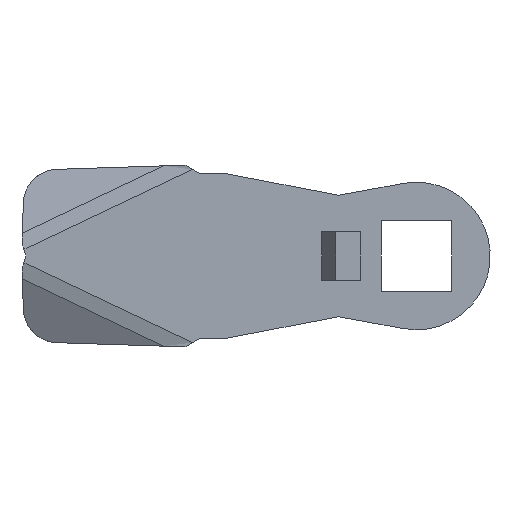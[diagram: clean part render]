
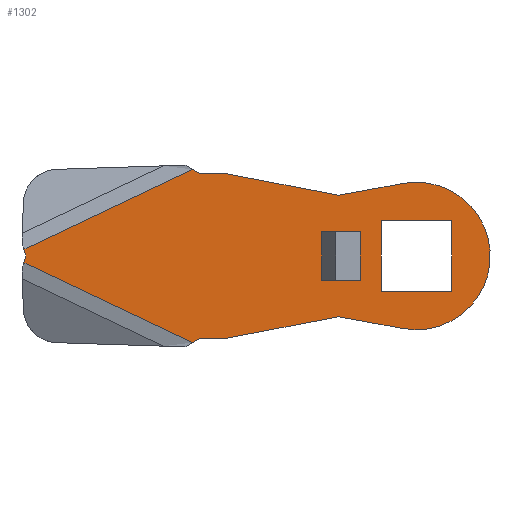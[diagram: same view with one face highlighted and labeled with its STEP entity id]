
A CAD part, front view. The second image highlights one B-rep face of the part: STEP entity #1302.
In plain terms, the highlighted free-form (B-spline) face has degree [1, 1] with [2, 2] control points.
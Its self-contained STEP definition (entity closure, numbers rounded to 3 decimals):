
#49=CARTESIAN_POINT('',(-10.9,-4.,-2.8));
#50=VERTEX_POINT('',#49);
#51=CARTESIAN_POINT('',(-6.5,-4.,-2.8));
#52=VERTEX_POINT('',#51);
#53=CARTESIAN_POINT('',(-10.9,-4.,-2.8));
#54=CARTESIAN_POINT('',(-6.5,-4.,-2.8));
#55=QUASI_UNIFORM_CURVE('',1,(#53,#54),.UNSPECIFIED.,.F.,.U.);
#56=EDGE_CURVE('',#50,#52,#55,.T.);
#85=CARTESIAN_POINT('',(-10.9,-4.,2.8));
#86=VERTEX_POINT('',#85);
#87=CARTESIAN_POINT('',(-6.5,-4.,2.8));
#88=VERTEX_POINT('',#87);
#89=CARTESIAN_POINT('',(-10.9,-4.,2.8));
#90=CARTESIAN_POINT('',(-6.5,-4.,2.8));
#91=QUASI_UNIFORM_CURVE('',1,(#89,#90),.UNSPECIFIED.,.F.,.U.);
#92=EDGE_CURVE('',#86,#88,#91,.T.);
#128=CARTESIAN_POINT('',(-10.9,-4.,2.8));
#129=CARTESIAN_POINT('',(-10.9,-4.,-2.8));
#130=QUASI_UNIFORM_CURVE('',1,(#128,#129),.UNSPECIFIED.,.F.,.U.);
#131=EDGE_CURVE('',#86,#50,#130,.T.);
#158=CARTESIAN_POINT('',(-6.5,-4.,2.8));
#159=CARTESIAN_POINT('',(-6.5,-4.,-2.8));
#160=QUASI_UNIFORM_CURVE('',1,(#158,#159),.UNSPECIFIED.,.F.,.U.);
#161=EDGE_CURVE('',#88,#52,#160,.T.);
#345=CARTESIAN_POINT('',(-45.23,-4.,0.774));
#346=VERTEX_POINT('',#345);
#360=CARTESIAN_POINT('',(-25.839,-4.,9.985));
#361=VERTEX_POINT('',#360);
#362=CARTESIAN_POINT('',(-25.839,-4.,9.985));
#363=CARTESIAN_POINT('',(-45.23,-4.,0.774));
#364=QUASI_UNIFORM_CURVE('',1,(#362,#363),.UNSPECIFIED.,.F.,.U.);
#365=EDGE_CURVE('',#361,#346,#364,.T.);
#436=CARTESIAN_POINT('',(-25.839,-4.,-9.985));
#437=VERTEX_POINT('',#436);
#451=CARTESIAN_POINT('',(-45.23,-4.,-0.774));
#452=VERTEX_POINT('',#451);
#453=CARTESIAN_POINT('',(-45.23,-4.,-0.774));
#454=CARTESIAN_POINT('',(-25.839,-4.,-9.985));
#455=QUASI_UNIFORM_CURVE('',1,(#453,#454),.UNSPECIFIED.,.F.,.U.);
#456=EDGE_CURVE('',#452,#437,#455,.T.);
#479=CARTESIAN_POINT('',(-45.,-4.,0.));
#480=VERTEX_POINT('',#479);
#481=CARTESIAN_POINT('',(-45.23,-4.,0.774));
#482=CARTESIAN_POINT('',(-45.,-4.,0.));
#483=QUASI_UNIFORM_CURVE('',1,(#481,#482),.UNSPECIFIED.,.F.,.U.);
#484=EDGE_CURVE('',#346,#480,#483,.T.);
#529=CARTESIAN_POINT('',(-45.,-4.,0.));
#530=CARTESIAN_POINT('',(-45.23,-4.,-0.774));
#531=QUASI_UNIFORM_CURVE('',1,(#529,#530),.UNSPECIFIED.,.F.,.U.);
#532=EDGE_CURVE('',#480,#452,#531,.T.);
#740=CARTESIAN_POINT('',(-22.,-4.,-9.5));
#741=VERTEX_POINT('',#740);
#747=CARTESIAN_POINT('',(-25.,-4.,-9.5));
#748=VERTEX_POINT('',#747);
#749=CARTESIAN_POINT('',(-22.,-4.,-9.5));
#750=CARTESIAN_POINT('',(-25.,-4.,-9.5));
#751=QUASI_UNIFORM_CURVE('',1,(#749,#750),.UNSPECIFIED.,.F.,.U.);
#752=EDGE_CURVE('',#741,#748,#751,.T.);
#776=CARTESIAN_POINT('',(-25.,-4.,9.5));
#777=VERTEX_POINT('',#776);
#783=CARTESIAN_POINT('',(-22.,-4.,9.5));
#784=VERTEX_POINT('',#783);
#785=CARTESIAN_POINT('',(-25.,-4.,9.5));
#786=CARTESIAN_POINT('',(-22.,-4.,9.5));
#787=QUASI_UNIFORM_CURVE('',1,(#785,#786),.UNSPECIFIED.,.F.,.U.);
#788=EDGE_CURVE('',#777,#784,#787,.T.);
#803=CARTESIAN_POINT('',(-4.05,-4.,-4.05));
#804=VERTEX_POINT('',#803);
#819=CARTESIAN_POINT('',(-4.05,-4.,4.05));
#820=VERTEX_POINT('',#819);
#826=CARTESIAN_POINT('',(-4.05,-4.,-4.05));
#827=CARTESIAN_POINT('',(-4.05,-4.,4.05));
#828=QUASI_UNIFORM_CURVE('',1,(#826,#827),.UNSPECIFIED.,.F.,.U.);
#829=EDGE_CURVE('',#804,#820,#828,.T.);
#847=CARTESIAN_POINT('',(4.05,-4.,4.05));
#848=VERTEX_POINT('',#847);
#854=CARTESIAN_POINT('',(-4.05,-4.,4.05));
#855=CARTESIAN_POINT('',(4.05,-4.,4.05));
#856=QUASI_UNIFORM_CURVE('',1,(#854,#855),.UNSPECIFIED.,.F.,.U.);
#857=EDGE_CURVE('',#820,#848,#856,.T.);
#875=CARTESIAN_POINT('',(4.05,-4.,-4.05));
#876=VERTEX_POINT('',#875);
#882=CARTESIAN_POINT('',(4.05,-4.,4.05));
#883=CARTESIAN_POINT('',(4.05,-4.,-4.05));
#884=QUASI_UNIFORM_CURVE('',1,(#882,#883),.UNSPECIFIED.,.F.,.U.);
#885=EDGE_CURVE('',#848,#876,#884,.T.);
#902=CARTESIAN_POINT('',(4.05,-4.,-4.05));
#903=CARTESIAN_POINT('',(-4.05,-4.,-4.05));
#904=QUASI_UNIFORM_CURVE('',1,(#902,#903),.UNSPECIFIED.,.F.,.U.);
#905=EDGE_CURVE('',#876,#804,#904,.T.);
#924=CARTESIAN_POINT('',(-1.524,-4.,-8.362));
#925=VERTEX_POINT('',#924);
#931=CARTESIAN_POINT('',(-9.,-4.,-7.));
#932=VERTEX_POINT('',#931);
#933=CARTESIAN_POINT('',(-9.,-4.,-7.));
#934=CARTESIAN_POINT('',(-1.524,-4.,-8.362));
#935=QUASI_UNIFORM_CURVE('',1,(#933,#934),.UNSPECIFIED.,.F.,.U.);
#936=EDGE_CURVE('',#932,#925,#935,.T.);
#957=CARTESIAN_POINT('',(-22.,-4.,-9.5));
#958=CARTESIAN_POINT('',(-9.,-4.,-7.));
#959=QUASI_UNIFORM_CURVE('',1,(#957,#958),.UNSPECIFIED.,.F.,.U.);
#960=EDGE_CURVE('',#741,#932,#959,.T.);
#979=CARTESIAN_POINT('',(-9.,-4.,7.));
#980=VERTEX_POINT('',#979);
#981=CARTESIAN_POINT('',(-9.,-4.,7.));
#982=CARTESIAN_POINT('',(-22.,-4.,9.5));
#983=QUASI_UNIFORM_CURVE('',1,(#981,#982),.UNSPECIFIED.,.F.,.U.);
#984=EDGE_CURVE('',#980,#784,#983,.T.);
#1007=CARTESIAN_POINT('',(-1.524,-4.,8.362));
#1008=VERTEX_POINT('',#1007);
#1009=CARTESIAN_POINT('',(-1.524,-4.,8.362));
#1010=CARTESIAN_POINT('',(-9.,-4.,7.));
#1011=QUASI_UNIFORM_CURVE('',1,(#1009,#1010),.UNSPECIFIED.,.F.,.U.);
#1012=EDGE_CURVE('',#1008,#980,#1011,.T.);
#1058=CARTESIAN_POINT('',(-1.524,-4.,-8.362));
#1059=CARTESIAN_POINT('',(3.999,-4.,-9.369));
#1060=CARTESIAN_POINT('',(7.093,-4.,-4.684));
#1061=CARTESIAN_POINT('',(10.186,-4.,0.));
#1062=CARTESIAN_POINT('',(7.093,-4.,4.684));
#1063=CARTESIAN_POINT('',(3.999,-4.,9.369));
#1064=CARTESIAN_POINT('',(-1.524,-4.,8.362));
#1072=(BOUNDED_CURVE()B_SPLINE_CURVE(2,(#1058,#1059,#1060,#1061,#1062,#1063,#1064),.UNSPECIFIED.,.F.,.U.)B_SPLINE_CURVE_WITH_KNOTS((3,2,2,3),(0.0,0.333,0.667,1.0),.UNSPECIFIED.)CURVE()GEOMETRIC_REPRESENTATION_ITEM()RATIONAL_B_SPLINE_CURVE((1.0,0.834,1.0,0.834,1.0,0.834,1.0))REPRESENTATION_ITEM(''));
#1073=EDGE_CURVE('',#925,#1008,#1072,.T.);
#1086=CARTESIAN_POINT('',(-25.839,-4.,9.985));
#1087=CARTESIAN_POINT('',(-25.,-4.,9.5));
#1088=QUASI_UNIFORM_CURVE('',1,(#1086,#1087),.UNSPECIFIED.,.F.,.U.);
#1089=EDGE_CURVE('',#361,#777,#1088,.T.);
#1128=CARTESIAN_POINT('',(-25.,-4.,-9.5));
#1129=CARTESIAN_POINT('',(-25.839,-4.,-9.985));
#1130=QUASI_UNIFORM_CURVE('',1,(#1128,#1129),.UNSPECIFIED.,.F.,.U.);
#1131=EDGE_CURVE('',#748,#437,#1130,.T.);
#1270=CARTESIAN_POINT('',(-47.914,-4.,10.982));
#1271=CARTESIAN_POINT('',(11.184,-4.,10.982));
#1272=CARTESIAN_POINT('',(-47.914,-4.,-10.982));
#1273=CARTESIAN_POINT('',(11.184,-4.,-10.982));
#1274=B_SPLINE_SURFACE_WITH_KNOTS('',1,1,((#1270,#1272),(#1271,#1273)),.UNSPECIFIED.,.F.,.F.,.U.,(2,2),(2,2),(0.0,59.098),(0.0,21.964),.UNSPECIFIED.);
#1275=ORIENTED_EDGE('',*,*,#532,.T.);
#1276=ORIENTED_EDGE('',*,*,#456,.T.);
#1277=ORIENTED_EDGE('',*,*,#1131,.F.);
#1278=ORIENTED_EDGE('',*,*,#752,.F.);
#1279=ORIENTED_EDGE('',*,*,#960,.T.);
#1280=ORIENTED_EDGE('',*,*,#936,.T.);
#1281=ORIENTED_EDGE('',*,*,#1073,.T.);
#1282=ORIENTED_EDGE('',*,*,#1012,.T.);
#1283=ORIENTED_EDGE('',*,*,#984,.T.);
#1284=ORIENTED_EDGE('',*,*,#788,.F.);
#1285=ORIENTED_EDGE('',*,*,#1089,.F.);
#1286=ORIENTED_EDGE('',*,*,#365,.T.);
#1287=ORIENTED_EDGE('',*,*,#484,.T.);
#1288=EDGE_LOOP('',(#1275,#1276,#1277,#1278,#1279,#1280,#1281,#1282,#1283,#1284,#1285,#1286,#1287));
#1289=FACE_OUTER_BOUND('',#1288,.T.);
#1290=ORIENTED_EDGE('',*,*,#885,.T.);
#1291=ORIENTED_EDGE('',*,*,#905,.T.);
#1292=ORIENTED_EDGE('',*,*,#829,.T.);
#1293=ORIENTED_EDGE('',*,*,#857,.T.);
#1294=EDGE_LOOP('',(#1290,#1291,#1292,#1293));
#1295=FACE_BOUND('',#1294,.T.);
#1296=ORIENTED_EDGE('',*,*,#131,.F.);
#1297=ORIENTED_EDGE('',*,*,#92,.T.);
#1298=ORIENTED_EDGE('',*,*,#161,.T.);
#1299=ORIENTED_EDGE('',*,*,#56,.F.);
#1300=EDGE_LOOP('',(#1296,#1297,#1298,#1299));
#1301=FACE_BOUND('',#1300,.T.);
#1302=ADVANCED_FACE('',(#1289,#1295,#1301),#1274,.F.);
